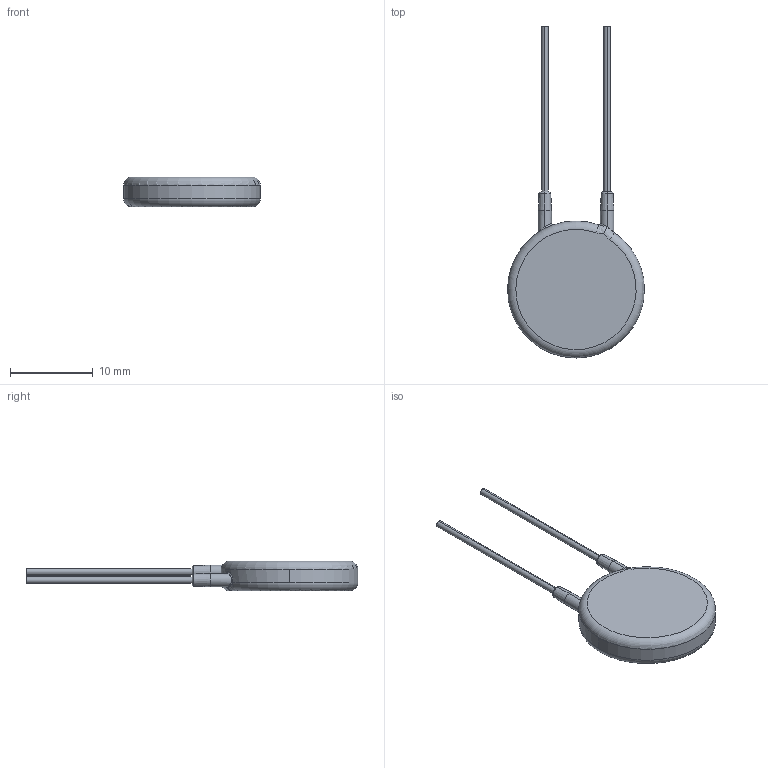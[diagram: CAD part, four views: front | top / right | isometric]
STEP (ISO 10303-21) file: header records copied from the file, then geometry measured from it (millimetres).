
FILE_DESCRIPTION((''),'2;1');
FILE_NAME('MOV-14D180K','2012-08-23T',('ryans'),('Bourns, Inc.'),'PRO/ENGINEER BY PARAMETRIC TECHNOLOGY CORPORATION, 2010100','PRO/ENGINEER BY PARAMETRIC TECHNOLOGY CORPORATION, 2010100','');
FILE_SCHEMA(('CONFIG_CONTROL_DESIGN'));
Length unit declared in the file: millimetre
Products named in the file (1): MOV-14D180K
Bounding box: 16.5 x 40 x 3.6 mm (x, y, z)
Volume: 785.5 mm3; surface area: 710.5 mm2
Topology: 1 solids, 1 shells, 34 faces, 72 edges, 42 vertices
Faces by surface type: cylinder 10, bspline 8, plane 6, torus 6, cone 4
Entity records: 1769 total; most frequent: CARTESIAN_POINT 1029, DIRECTION 150, ORIENTED_EDGE 144, EDGE_CURVE 72, AXIS2_PLACEMENT_3D 68, VERTEX_POINT 42, CIRCLE 42, EDGE_LOOP 36
